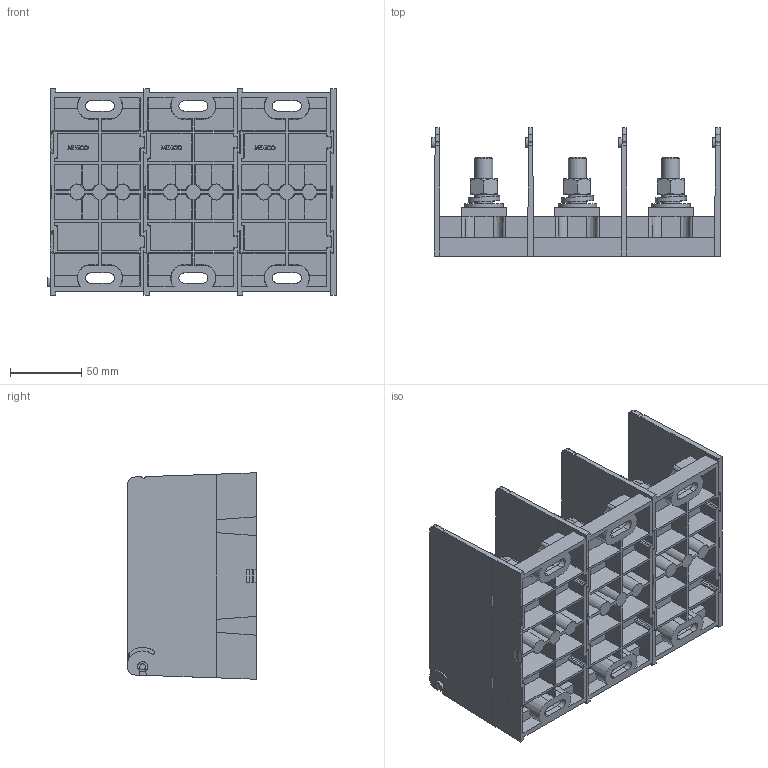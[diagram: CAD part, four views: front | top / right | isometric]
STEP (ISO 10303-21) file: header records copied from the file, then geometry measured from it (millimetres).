
FILE_DESCRIPTION (( 'STEP AP214' ), '1' );
FILE_NAME ('701915rev-3P.STEP', '2019-12-10T19:46:49', ( '' ), ( '' ), 'SwSTEP 2.0', 'SolidWorks 2017', '' );
FILE_SCHEMA (( 'AUTOMOTIVE_DESIGN' ));
Length unit declared in the file: inch
Products named in the file (2): 701915rev-3P
Bounding box: 202.31 x 90.17 x 144.78 mm (x, y, z)
Volume: 521127.1 mm3; surface area: 327117.3 mm2
Topology: 34 solids, 34 shells, 2991 faces, 8112 edges, 5282 vertices
Faces by surface type: plane 1585, cylinder 1121, cone 195, bspline 69, torus 21
Full cylindrical faces by diameter (mm): 4.064 x1, 4.928 x3, 6.909 x3, 7.112 x1, 10.795 x3, 12.7 x12, 13.487 x6, 13.894 x6, 14.3 x6, 19.05 x6, 26.975 x6
Entity records: 151133 total; most frequent: CARTESIAN_POINT 39388, ORIENTED_EDGE 15916, DIRECTION 14071, EDGE_CURVE 7958, VERTEX_POINT 5235, AXIS2_PLACEMENT_3D 4966, VECTOR 4139, LINE 4139
